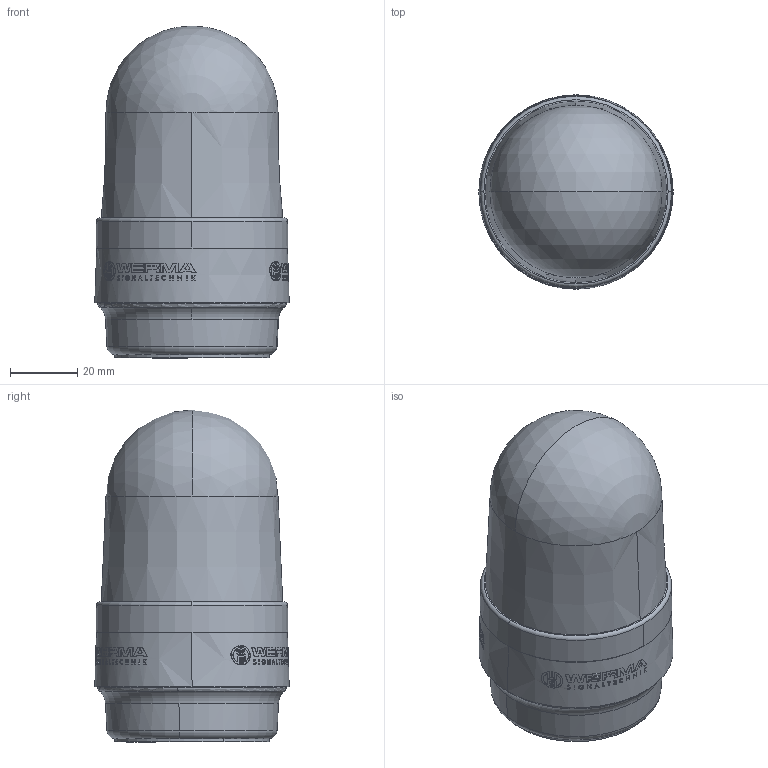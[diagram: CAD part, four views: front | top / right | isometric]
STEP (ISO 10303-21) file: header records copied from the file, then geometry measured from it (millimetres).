
FILE_DESCRIPTION (( 'STEP AP214' ), '1' );
FILE_NAME ('21250067.step', '2016-03-10T22:57:58', ( '' ), ( '' ), 'SwSTEP 2.0', 'SolidWorks 2015', '' );
FILE_SCHEMA (( 'AUTOMOTIVE_DESIGN' ));
Length unit declared in the file: millimetre
Products named in the file (1): 21250067
Bounding box: 57.63 x 57.63 x 98.4 mm (x, y, z)
Volume: 199897.6 mm3; surface area: 18921.7 mm2
Topology: 1 solids, 1 shells, 764 faces, 2048 edges, 1362 vertices
Faces by surface type: plane 527, cylinder 145, cone 82, torus 8, sphere 2
Entity records: 26441 total; most frequent: CARTESIAN_POINT 8180, ORIENTED_EDGE 4088, DIRECTION 3461, EDGE_CURVE 2044, VERTEX_POINT 1360, AXIS2_PLACEMENT_3D 1234, LINE 993, VECTOR 993
